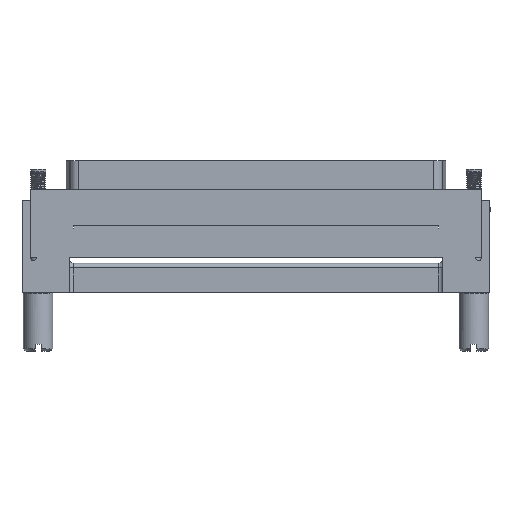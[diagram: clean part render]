
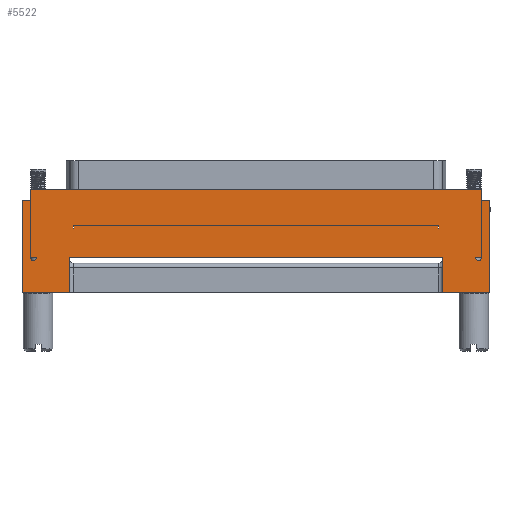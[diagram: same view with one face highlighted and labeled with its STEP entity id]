
A CAD part, front view. The second image highlights one B-rep face of the part: STEP entity #5522.
In plain terms, the highlighted planar face has unit normal (0, -1, 0).
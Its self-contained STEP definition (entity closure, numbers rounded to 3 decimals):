
#205=CARTESIAN_POINT('',(-31.04,-4.125,0.));
#206=VERTEX_POINT('',#205);
#215=CARTESIAN_POINT('',(-31.04,-4.125,0.2));
#216=VERTEX_POINT('',#215);
#217=CARTESIAN_POINT('',(-31.04,-4.125,0.));
#218=DIRECTION('',(0.,0.,1.));
#219=VECTOR('',#218,0.2);
#220=LINE('',#217,#219);
#221=EDGE_CURVE('',#206,#216,#220,.T.);
#770=CARTESIAN_POINT('',(-30.84,-4.125,0.4));
#771=VERTEX_POINT('',#770);
#772=CARTESIAN_POINT('',(-30.84,-4.125,0.2));
#773=DIRECTION('',(-1.,0.,0.));
#774=DIRECTION('',(0.,1.,0.));
#775=AXIS2_PLACEMENT_3D('',#772,#774,#773);
#776=CIRCLE('',#775,0.2);
#777=EDGE_CURVE('',#216,#771,#776,.T.);
#5302=CARTESIAN_POINT('',(0.,-4.125,-2.25));
#5303=DIRECTION('',(1.,0.,0.));
#5304=DIRECTION('',(0.,-1.,0.));
#5305=AXIS2_PLACEMENT_3D('',#5302,#5304,#5303);
#5306=PLANE('',#5305);
#5307=CARTESIAN_POINT('',(37.37,-4.125,-5.));
#5308=VERTEX_POINT('',#5307);
#5309=CARTESIAN_POINT('',(38.33,-4.125,-5.));
#5310=VERTEX_POINT('',#5309);
#5311=CARTESIAN_POINT('',(37.37,-4.125,-5.));
#5312=DIRECTION('',(1.,0.,0.));
#5313=VECTOR('',#5312,0.96);
#5314=LINE('',#5311,#5313);
#5315=EDGE_CURVE('',#5308,#5310,#5314,.T.);
#5316=ORIENTED_EDGE('',*,*,#5315,.T.);
#5317=CARTESIAN_POINT('',(38.33,-4.125,6.5));
#5318=VERTEX_POINT('',#5317);
#5319=CARTESIAN_POINT('',(38.33,-4.125,6.5));
#5320=DIRECTION('',(0.,0.,-1.));
#5321=VECTOR('',#5320,11.5);
#5322=LINE('',#5319,#5321);
#5323=EDGE_CURVE('',#5318,#5310,#5322,.T.);
#5324=ORIENTED_EDGE('',*,*,#5323,.F.);
#5325=CARTESIAN_POINT('',(-38.33,-4.125,6.5));
#5326=VERTEX_POINT('',#5325);
#5327=CARTESIAN_POINT('',(-38.33,-4.125,6.5));
#5328=DIRECTION('',(1.,0.,0.));
#5329=VECTOR('',#5328,76.66);
#5330=LINE('',#5327,#5329);
#5331=EDGE_CURVE('',#5326,#5318,#5330,.T.);
#5332=ORIENTED_EDGE('',*,*,#5331,.F.);
#5333=CARTESIAN_POINT('',(-38.33,-4.125,-5.));
#5334=VERTEX_POINT('',#5333);
#5335=CARTESIAN_POINT('',(-38.33,-4.125,6.5));
#5336=DIRECTION('',(0.,0.,-1.));
#5337=VECTOR('',#5336,11.5);
#5338=LINE('',#5335,#5337);
#5339=EDGE_CURVE('',#5326,#5334,#5338,.T.);
#5340=ORIENTED_EDGE('',*,*,#5339,.T.);
#5341=CARTESIAN_POINT('',(-37.37,-4.125,-5.));
#5342=VERTEX_POINT('',#5341);
#5343=CARTESIAN_POINT('',(-38.33,-4.125,-5.));
#5344=DIRECTION('',(1.,0.,0.));
#5345=VECTOR('',#5344,0.96);
#5346=LINE('',#5343,#5345);
#5347=EDGE_CURVE('',#5334,#5342,#5346,.T.);
#5348=ORIENTED_EDGE('',*,*,#5347,.T.);
#5349=CARTESIAN_POINT('',(-38.37,-4.125,-5.));
#5350=VERTEX_POINT('',#5349);
#5351=CARTESIAN_POINT('',(-37.87,-4.125,-5.));
#5352=DIRECTION('',(1.,0.,0.));
#5353=DIRECTION('',(0.,1.,0.));
#5354=AXIS2_PLACEMENT_3D('',#5351,#5353,#5352);
#5355=CIRCLE('',#5354,0.5);
#5356=EDGE_CURVE('',#5342,#5350,#5355,.T.);
#5357=ORIENTED_EDGE('',*,*,#5356,.T.);
#5358=CARTESIAN_POINT('',(-38.37,-4.125,4.7));
#5359=VERTEX_POINT('',#5358);
#5360=CARTESIAN_POINT('',(-38.37,-4.125,-5.));
#5361=DIRECTION('',(0.,0.,1.));
#5362=VECTOR('',#5361,9.7);
#5363=LINE('',#5360,#5362);
#5364=EDGE_CURVE('',#5350,#5359,#5363,.T.);
#5365=ORIENTED_EDGE('',*,*,#5364,.T.);
#5366=CARTESIAN_POINT('',(-39.82,-4.125,4.7));
#5367=VERTEX_POINT('',#5366);
#5368=CARTESIAN_POINT('',(-38.37,-4.125,4.7));
#5369=DIRECTION('',(-1.,0.,0.));
#5370=VECTOR('',#5369,1.45);
#5371=LINE('',#5368,#5370);
#5372=EDGE_CURVE('',#5359,#5367,#5371,.T.);
#5373=ORIENTED_EDGE('',*,*,#5372,.T.);
#5374=CARTESIAN_POINT('',(-39.82,-4.125,-11.));
#5375=VERTEX_POINT('',#5374);
#5376=CARTESIAN_POINT('',(-39.82,-4.125,-11.));
#5377=DIRECTION('',(0.,0.,1.));
#5378=VECTOR('',#5377,15.7);
#5379=LINE('',#5376,#5378);
#5380=EDGE_CURVE('',#5375,#5367,#5379,.T.);
#5381=ORIENTED_EDGE('',*,*,#5380,.F.);
#5382=CARTESIAN_POINT('',(-31.82,-4.125,-11.));
#5383=VERTEX_POINT('',#5382);
#5384=CARTESIAN_POINT('',(-31.82,-4.125,-11.));
#5385=DIRECTION('',(-1.,0.,0.));
#5386=VECTOR('',#5385,8.);
#5387=LINE('',#5384,#5386);
#5388=EDGE_CURVE('',#5383,#5375,#5387,.T.);
#5389=ORIENTED_EDGE('',*,*,#5388,.F.);
#5390=CARTESIAN_POINT('',(-31.82,-4.125,-5.));
#5391=VERTEX_POINT('',#5390);
#5392=CARTESIAN_POINT('',(-31.82,-4.125,-5.));
#5393=DIRECTION('',(0.,0.,-1.));
#5394=VECTOR('',#5393,6.);
#5395=LINE('',#5392,#5394);
#5396=EDGE_CURVE('',#5391,#5383,#5395,.T.);
#5397=ORIENTED_EDGE('',*,*,#5396,.F.);
#5398=CARTESIAN_POINT('',(31.82,-4.125,-5.));
#5399=VERTEX_POINT('',#5398);
#5400=CARTESIAN_POINT('',(-31.82,-4.125,-5.));
#5401=DIRECTION('',(1.,0.,0.));
#5402=VECTOR('',#5401,63.64);
#5403=LINE('',#5400,#5402);
#5404=EDGE_CURVE('',#5391,#5399,#5403,.T.);
#5405=ORIENTED_EDGE('',*,*,#5404,.T.);
#5406=CARTESIAN_POINT('',(31.82,-4.125,-11.));
#5407=VERTEX_POINT('',#5406);
#5408=CARTESIAN_POINT('',(31.82,-4.125,-5.));
#5409=DIRECTION('',(0.,0.,-1.));
#5410=VECTOR('',#5409,6.);
#5411=LINE('',#5408,#5410);
#5412=EDGE_CURVE('',#5399,#5407,#5411,.T.);
#5413=ORIENTED_EDGE('',*,*,#5412,.T.);
#5414=CARTESIAN_POINT('',(39.82,-4.125,-11.));
#5415=VERTEX_POINT('',#5414);
#5416=CARTESIAN_POINT('',(39.82,-4.125,-11.));
#5417=DIRECTION('',(-1.,0.,0.));
#5418=VECTOR('',#5417,8.);
#5419=LINE('',#5416,#5418);
#5420=EDGE_CURVE('',#5415,#5407,#5419,.T.);
#5421=ORIENTED_EDGE('',*,*,#5420,.F.);
#5422=CARTESIAN_POINT('',(39.82,-4.125,4.7));
#5423=VERTEX_POINT('',#5422);
#5424=CARTESIAN_POINT('',(39.82,-4.125,4.7));
#5425=DIRECTION('',(0.,0.,-1.));
#5426=VECTOR('',#5425,15.7);
#5427=LINE('',#5424,#5426);
#5428=EDGE_CURVE('',#5423,#5415,#5427,.T.);
#5429=ORIENTED_EDGE('',*,*,#5428,.F.);
#5430=CARTESIAN_POINT('',(38.37,-4.125,4.7));
#5431=VERTEX_POINT('',#5430);
#5432=CARTESIAN_POINT('',(39.82,-4.125,4.7));
#5433=DIRECTION('',(-1.,0.,0.));
#5434=VECTOR('',#5433,1.45);
#5435=LINE('',#5432,#5434);
#5436=EDGE_CURVE('',#5423,#5431,#5435,.T.);
#5437=ORIENTED_EDGE('',*,*,#5436,.T.);
#5438=CARTESIAN_POINT('',(38.37,-4.125,-5.));
#5439=VERTEX_POINT('',#5438);
#5440=CARTESIAN_POINT('',(38.37,-4.125,4.7));
#5441=DIRECTION('',(0.,0.,-1.));
#5442=VECTOR('',#5441,9.7);
#5443=LINE('',#5440,#5442);
#5444=EDGE_CURVE('',#5431,#5439,#5443,.T.);
#5445=ORIENTED_EDGE('',*,*,#5444,.T.);
#5446=CARTESIAN_POINT('',(37.87,-4.125,-5.));
#5447=DIRECTION('',(1.,0.,0.));
#5448=DIRECTION('',(0.,1.,0.));
#5449=AXIS2_PLACEMENT_3D('',#5446,#5448,#5447);
#5450=CIRCLE('',#5449,0.5);
#5451=EDGE_CURVE('',#5439,#5308,#5450,.T.);
#5452=ORIENTED_EDGE('',*,*,#5451,.T.);
#5453=EDGE_LOOP('',(#5316,#5324,#5332,#5340,#5348,#5357,#5365,#5373,#5381,#5389,#5397,#5405,#5413,#5421,#5429,#5437,#5445,#5452));
#5454=FACE_OUTER_BOUND('',#5453,.T.);
#5455=CARTESIAN_POINT('',(31.12,-4.125,0.));
#5456=VERTEX_POINT('',#5455);
#5457=CARTESIAN_POINT('',(31.04,-4.125,0.));
#5458=VERTEX_POINT('',#5457);
#5459=CARTESIAN_POINT('',(31.12,-4.125,0.));
#5460=DIRECTION('',(-1.,0.,0.));
#5461=VECTOR('',#5460,0.08);
#5462=LINE('',#5459,#5461);
#5463=EDGE_CURVE('',#5456,#5458,#5462,.T.);
#5464=ORIENTED_EDGE('',*,*,#5463,.T.);
#5465=CARTESIAN_POINT('',(31.04,-4.125,0.2));
#5466=VERTEX_POINT('',#5465);
#5467=CARTESIAN_POINT('',(31.04,-4.125,0.));
#5468=DIRECTION('',(0.,0.,1.));
#5469=VECTOR('',#5468,0.2);
#5470=LINE('',#5467,#5469);
#5471=EDGE_CURVE('',#5458,#5466,#5470,.T.);
#5472=ORIENTED_EDGE('',*,*,#5471,.T.);
#5473=CARTESIAN_POINT('',(30.84,-4.125,0.4));
#5474=VERTEX_POINT('',#5473);
#5475=CARTESIAN_POINT('',(30.84,-4.125,0.2));
#5476=DIRECTION('',(1.,0.,0.));
#5477=DIRECTION('',(0.,-1.,0.));
#5478=AXIS2_PLACEMENT_3D('',#5475,#5477,#5476);
#5479=CIRCLE('',#5478,0.2);
#5480=EDGE_CURVE('',#5466,#5474,#5479,.T.);
#5481=ORIENTED_EDGE('',*,*,#5480,.T.);
#5482=CARTESIAN_POINT('',(30.84,-4.125,0.4));
#5483=DIRECTION('',(-1.,0.,0.));
#5484=VECTOR('',#5483,61.68);
#5485=LINE('',#5482,#5484);
#5486=EDGE_CURVE('',#5474,#771,#5485,.T.);
#5487=ORIENTED_EDGE('',*,*,#5486,.T.);
#5488=ORIENTED_EDGE('',*,*,#777,.F.);
#5489=ORIENTED_EDGE('',*,*,#221,.F.);
#5490=CARTESIAN_POINT('',(-31.12,-4.125,0.));
#5491=VERTEX_POINT('',#5490);
#5492=CARTESIAN_POINT('',(-31.12,-4.125,0.));
#5493=DIRECTION('',(1.,0.,0.));
#5494=VECTOR('',#5493,0.08);
#5495=LINE('',#5492,#5494);
#5496=EDGE_CURVE('',#5491,#206,#5495,.T.);
#5497=ORIENTED_EDGE('',*,*,#5496,.F.);
#5498=CARTESIAN_POINT('',(-31.12,-4.125,0.5));
#5499=VERTEX_POINT('',#5498);
#5500=CARTESIAN_POINT('',(-31.12,-4.125,0.5));
#5501=DIRECTION('',(0.,0.,-1.));
#5502=VECTOR('',#5501,0.5);
#5503=LINE('',#5500,#5502);
#5504=EDGE_CURVE('',#5499,#5491,#5503,.T.);
#5505=ORIENTED_EDGE('',*,*,#5504,.F.);
#5506=CARTESIAN_POINT('',(31.12,-4.125,0.5));
#5507=VERTEX_POINT('',#5506);
#5508=CARTESIAN_POINT('',(31.12,-4.125,0.5));
#5509=DIRECTION('',(-1.,0.,0.));
#5510=VECTOR('',#5509,62.24);
#5511=LINE('',#5508,#5510);
#5512=EDGE_CURVE('',#5507,#5499,#5511,.T.);
#5513=ORIENTED_EDGE('',*,*,#5512,.F.);
#5514=CARTESIAN_POINT('',(31.12,-4.125,0.5));
#5515=DIRECTION('',(0.,0.,-1.));
#5516=VECTOR('',#5515,0.5);
#5517=LINE('',#5514,#5516);
#5518=EDGE_CURVE('',#5507,#5456,#5517,.T.);
#5519=ORIENTED_EDGE('',*,*,#5518,.T.);
#5520=EDGE_LOOP('',(#5464,#5472,#5481,#5487,#5488,#5489,#5497,#5505,#5513,#5519));
#5521=FACE_BOUND('',#5520,.T.);
#5522=ADVANCED_FACE('',(#5454,#5521),#5306,.T.);
